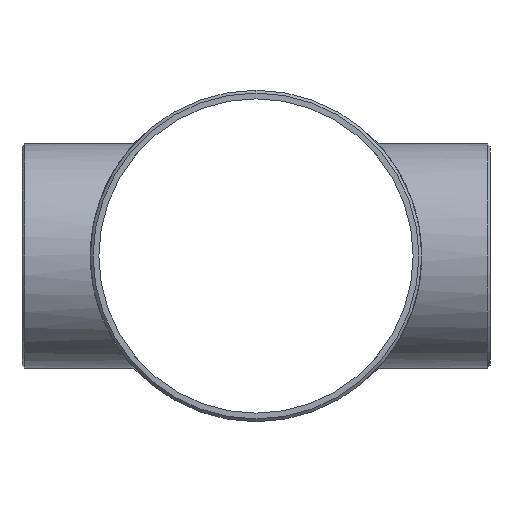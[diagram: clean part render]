
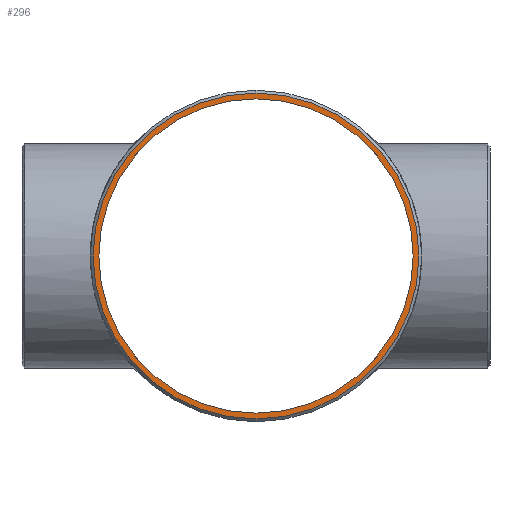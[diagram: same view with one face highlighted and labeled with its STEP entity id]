
A CAD part, left-side view. The second image highlights one B-rep face of the part: STEP entity #296.
In plain terms, the highlighted planar face has unit normal (-1, 0, 0).
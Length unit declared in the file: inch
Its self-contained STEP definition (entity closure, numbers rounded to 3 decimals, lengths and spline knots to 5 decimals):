
#7 = AXIS2_PLACEMENT_3D ( 'NONE', #1207, #412, #300 ) ;
#8 = CIRCLE ( 'NONE', #1102, 6.265 ) ;
#106 = EDGE_CURVE ( 'NONE', #1079, #1284, #133, .T. ) ;
#119 = ORIENTED_EDGE ( 'NONE', *, *, #1086, .T. ) ;
#133 = CIRCLE ( 'NONE', #432, 6.045 ) ;
#170 = EDGE_CURVE ( 'NONE', #1284, #1079, #918, .T. ) ;
#244 = CARTESIAN_POINT ( 'NONE',  ( -10., 0., 6.045 ) ) ;
#266 = VERTEX_POINT ( 'NONE', #559 ) ;
#296 = ADVANCED_FACE ( 'NONE', ( #1441, #1329 ), #549, .T. ) ;
#300 = DIRECTION ( 'NONE',  ( 0., 0., -1. ) ) ;
#311 = EDGE_LOOP ( 'NONE', ( #1457, #119 ) ) ;
#361 = ORIENTED_EDGE ( 'NONE', *, *, #170, .T. ) ;
#364 = DIRECTION ( 'NONE',  ( 0., 0., 1. ) ) ;
#371 = CARTESIAN_POINT ( 'NONE',  ( -10., 0., 0. ) ) ;
#388 = CARTESIAN_POINT ( 'NONE',  ( -10., 0., 6.265 ) ) ;
#412 = DIRECTION ( 'NONE',  ( -1., 0., 0. ) ) ;
#432 = AXIS2_PLACEMENT_3D ( 'NONE', #785, #556, #440 ) ;
#440 = DIRECTION ( 'NONE',  ( 0., 0., 1. ) ) ;
#447 = DIRECTION ( 'NONE',  ( 0., 0., 1. ) ) ;
#457 = CIRCLE ( 'NONE', #651, 6.265 ) ;
#501 = CARTESIAN_POINT ( 'NONE',  ( -10., 0., -6.045 ) ) ;
#549 = PLANE ( 'NONE',  #7 ) ;
#556 = DIRECTION ( 'NONE',  ( 1., 0., 0. ) ) ;
#559 = CARTESIAN_POINT ( 'NONE',  ( -10., 0., -6.265 ) ) ;
#579 = EDGE_LOOP ( 'NONE', ( #361, #1504 ) ) ;
#651 = AXIS2_PLACEMENT_3D ( 'NONE', #371, #1278, #1050 ) ;
#785 = CARTESIAN_POINT ( 'NONE',  ( -10., 0., 0. ) ) ;
#912 = DIRECTION ( 'NONE',  ( 1., 0., 0. ) ) ;
#918 = CIRCLE ( 'NONE', #1136, 6.045 ) ;
#962 = CARTESIAN_POINT ( 'NONE',  ( -10., 0., 0. ) ) ;
#1050 = DIRECTION ( 'NONE',  ( 0., 0., 1. ) ) ;
#1079 = VERTEX_POINT ( 'NONE', #501 ) ;
#1086 = EDGE_CURVE ( 'NONE', #1224, #266, #8, .T. ) ;
#1102 = AXIS2_PLACEMENT_3D ( 'NONE', #962, #1389, #364 ) ;
#1118 = EDGE_CURVE ( 'NONE', #266, #1224, #457, .T. ) ;
#1136 = AXIS2_PLACEMENT_3D ( 'NONE', #1494, #912, #447 ) ;
#1207 = CARTESIAN_POINT ( 'NONE',  ( -10., 0., 0. ) ) ;
#1224 = VERTEX_POINT ( 'NONE', #388 ) ;
#1278 = DIRECTION ( 'NONE',  ( -1., 0., 0. ) ) ;
#1284 = VERTEX_POINT ( 'NONE', #244 ) ;
#1329 = FACE_BOUND ( 'NONE', #579, .T. ) ;
#1389 = DIRECTION ( 'NONE',  ( -1., 0., 0. ) ) ;
#1441 = FACE_OUTER_BOUND ( 'NONE', #311, .T. ) ;
#1457 = ORIENTED_EDGE ( 'NONE', *, *, #1118, .T. ) ;
#1494 = CARTESIAN_POINT ( 'NONE',  ( -10., 0., 0. ) ) ;
#1504 = ORIENTED_EDGE ( 'NONE', *, *, #106, .T. ) ;
